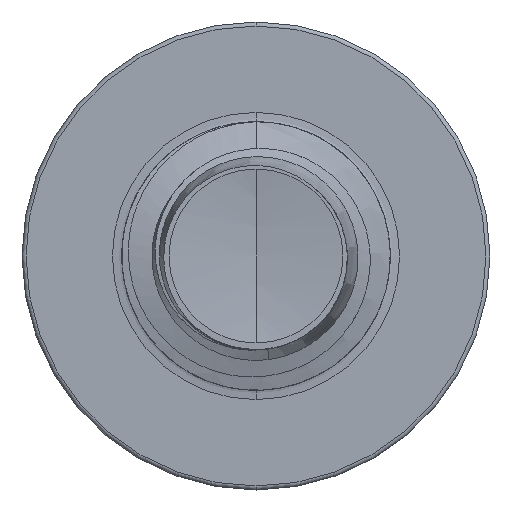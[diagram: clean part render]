
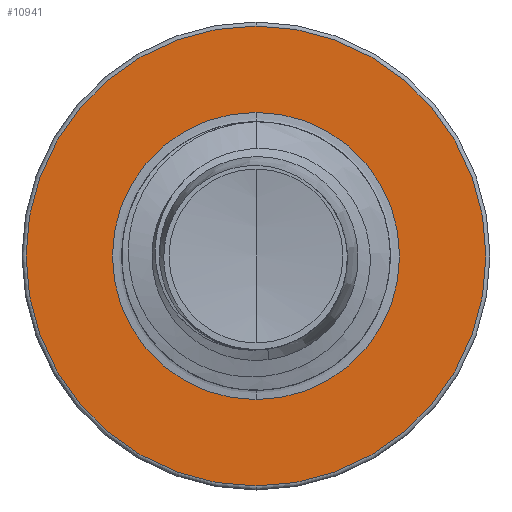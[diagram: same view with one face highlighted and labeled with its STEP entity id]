
A CAD part, front view. The second image highlights one B-rep face of the part: STEP entity #10941.
In plain terms, the highlighted planar face has unit normal (0, -1, 0).
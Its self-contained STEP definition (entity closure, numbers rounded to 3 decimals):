
#575 = CIRCLE ( 'NONE', #30446, 1.872 ) ;
#633 = CIRCLE ( 'NONE', #32471, 2.998 ) ;
#1508 = DIRECTION ( 'NONE',  ( 0., 1., 0. ) ) ;
#1664 = AXIS2_PLACEMENT_3D ( 'NONE', #17956, #1508, #20721 ) ;
#1962 = AXIS2_PLACEMENT_3D ( 'NONE', #19990, #12197, #31384 ) ;
#2207 = EDGE_CURVE ( 'NONE', #16206, #16292, #575, .T. ) ;
#4960 = CARTESIAN_POINT ( 'NONE',  ( 0., 15., 0. ) ) ;
#5165 = CARTESIAN_POINT ( 'NONE',  ( 0., 15., 0. ) ) ;
#6296 = AXIS2_PLACEMENT_3D ( 'NONE', #4960, #24162, #7704 ) ;
#6496 = FACE_BOUND ( 'NONE', #13267, .T. ) ;
#6817 = ORIENTED_EDGE ( 'NONE', *, *, #2207, .T. ) ;
#7704 = DIRECTION ( 'NONE',  ( 0., 0., 1. ) ) ;
#7927 = DIRECTION ( 'NONE',  ( 0., 0., 1. ) ) ;
#9411 = PLANE ( 'NONE',  #1962 ) ;
#9772 = EDGE_LOOP ( 'NONE', ( #14950, #30976 ) ) ;
#10251 = CARTESIAN_POINT ( 'NONE',  ( 0., 15., 0. ) ) ;
#10355 = CARTESIAN_POINT ( 'NONE',  ( 0., 15., -1.872 ) ) ;
#10941 = ADVANCED_FACE ( 'NONE', ( #15517, #6496 ), #9411, .F. ) ;
#12197 = DIRECTION ( 'NONE',  ( 0., 1., 0. ) ) ;
#12238 = CIRCLE ( 'NONE', #1664, 2.998 ) ;
#13031 = DIRECTION ( 'NONE',  ( 0., 0., 1. ) ) ;
#13267 = EDGE_LOOP ( 'NONE', ( #28858, #6817 ) ) ;
#14216 = CARTESIAN_POINT ( 'NONE',  ( 0., 15., 1.872 ) ) ;
#14950 = ORIENTED_EDGE ( 'NONE', *, *, #21117, .F. ) ;
#15517 = FACE_OUTER_BOUND ( 'NONE', #9772, .T. ) ;
#16067 = VERTEX_POINT ( 'NONE', #29545 ) ;
#16206 = VERTEX_POINT ( 'NONE', #10355 ) ;
#16292 = VERTEX_POINT ( 'NONE', #14216 ) ;
#17956 = CARTESIAN_POINT ( 'NONE',  ( 0., 15., 0. ) ) ;
#18892 = CARTESIAN_POINT ( 'NONE',  ( 0., 15., 2.998 ) ) ;
#19990 = CARTESIAN_POINT ( 'NONE',  ( 0., 15., -1.872 ) ) ;
#20721 = DIRECTION ( 'NONE',  ( 0., 0., 1. ) ) ;
#21117 = EDGE_CURVE ( 'NONE', #31045, #16067, #633, .T. ) ;
#24162 = DIRECTION ( 'NONE',  ( 0., 1., 0. ) ) ;
#24366 = DIRECTION ( 'NONE',  ( 0., 1., 0. ) ) ;
#28052 = CIRCLE ( 'NONE', #6296, 1.872 ) ;
#28858 = ORIENTED_EDGE ( 'NONE', *, *, #33793, .T. ) ;
#29335 = EDGE_CURVE ( 'NONE', #16067, #31045, #12238, .T. ) ;
#29447 = DIRECTION ( 'NONE',  ( 0., 1., 0. ) ) ;
#29545 = CARTESIAN_POINT ( 'NONE',  ( 0., 15., -2.997 ) ) ;
#30446 = AXIS2_PLACEMENT_3D ( 'NONE', #10251, #29447, #13031 ) ;
#30976 = ORIENTED_EDGE ( 'NONE', *, *, #29335, .F. ) ;
#31045 = VERTEX_POINT ( 'NONE', #18892 ) ;
#31384 = DIRECTION ( 'NONE',  ( 0., 0., 1. ) ) ;
#32471 = AXIS2_PLACEMENT_3D ( 'NONE', #5165, #24366, #7927 ) ;
#33793 = EDGE_CURVE ( 'NONE', #16292, #16206, #28052, .T. ) ;
